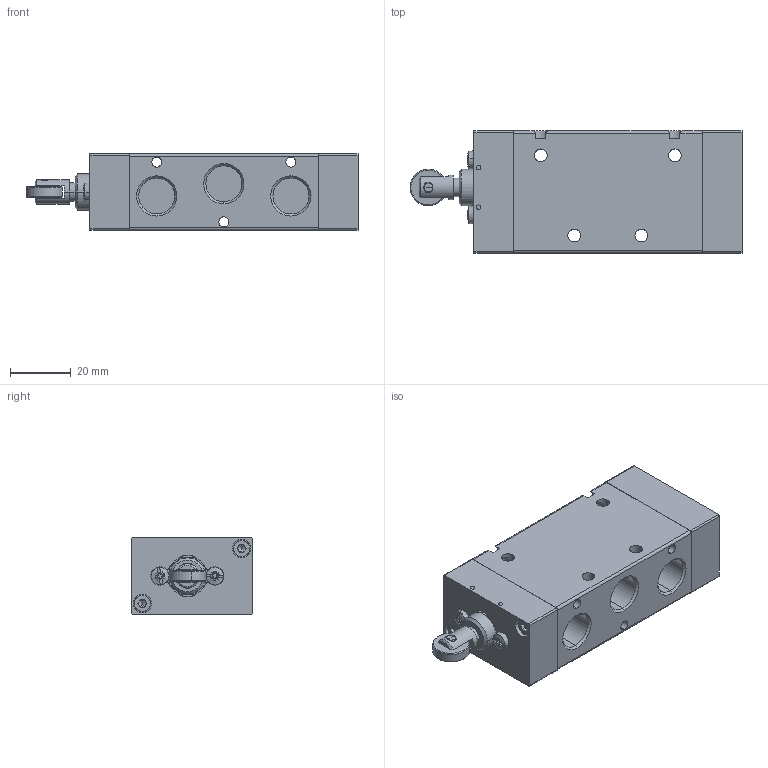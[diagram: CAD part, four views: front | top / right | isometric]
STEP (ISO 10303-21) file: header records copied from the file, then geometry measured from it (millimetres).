
FILE_DESCRIPTION (( 'STEP AP214' ), '1' );
FILE_NAME ('97_4_g12.STEP', '2015-12-21T14:51:20', ( '' ), ( '' ), 'SwSTEP 2.0', 'SolidWorks 2016', '' );
FILE_SCHEMA (( 'AUTOMOTIVE_DESIGN' ));
Length unit declared in the file: millimetre
Products named in the file (1): 97_4_g12
Bounding box: 108.88 x 40 x 25 mm (x, y, z)
Volume: 80544.6 mm3; surface area: 25427.9 mm2
Topology: 10 solids, 10 shells, 567 faces, 1339 edges, 823 vertices
Faces by surface type: plane 236, cone 166, cylinder 121, torus 20, bspline 20, sphere 4
Entity records: 18141 total; most frequent: CARTESIAN_POINT 4437, DIRECTION 2854, ORIENTED_EDGE 2662, EDGE_CURVE 1331, AXIS2_PLACEMENT_3D 1066, VERTEX_POINT 823, LINE 722, VECTOR 722
